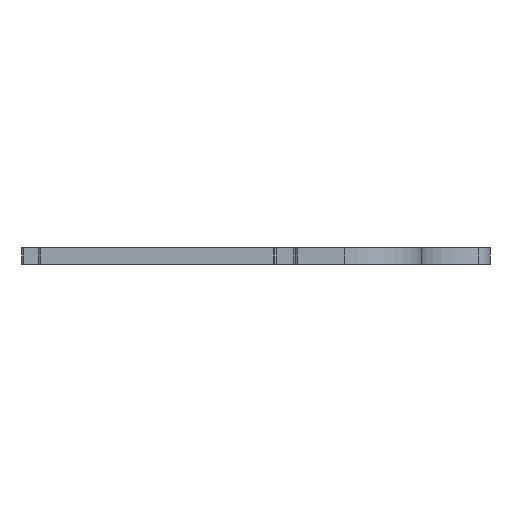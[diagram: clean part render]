
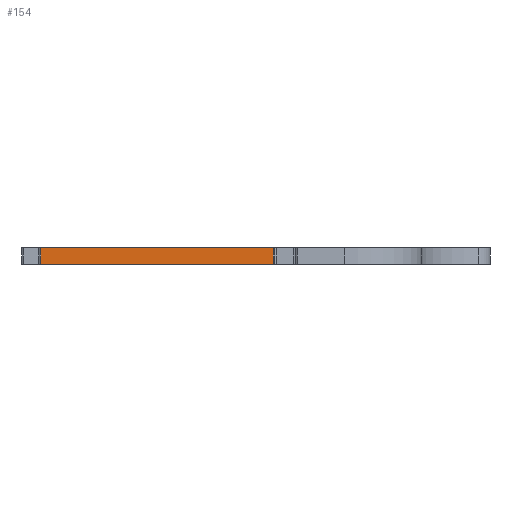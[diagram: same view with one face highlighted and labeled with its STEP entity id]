
A CAD part, left-side view. The second image highlights one B-rep face of the part: STEP entity #154.
In plain terms, the highlighted planar face has unit normal (-1, 0, 0).
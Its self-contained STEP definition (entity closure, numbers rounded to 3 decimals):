
#154=ADVANCED_FACE('',(#1019),#1021,.F.);
#1019=FACE_BOUND('',#1020,.T.);
#1020=EDGE_LOOP('',(#2473,#2474,#2475,#2476));
#1021=PLANE('',#1022);
#1022=AXIS2_PLACEMENT_3D('',#1023,#1024,#1025);
#1023=CARTESIAN_POINT('',(-82.5,-10.5,0.));
#1024=DIRECTION('',(1.,0.,0.));
#1025=DIRECTION('',(0.,1.,0.));
#2473=ORIENTED_EDGE('',*,*,#2934,.T.);
#2474=ORIENTED_EDGE('',*,*,#3329,.F.);
#2475=ORIENTED_EDGE('',*,*,#3071,.F.);
#2476=ORIENTED_EDGE('',*,*,#3330,.T.);
#2934=EDGE_CURVE('',#3583,#3581,#3584,.T.);
#3071=EDGE_CURVE('',#3852,#3854,#3855,.T.);
#3329=EDGE_CURVE('',#3854,#3581,#4281,.T.);
#3330=EDGE_CURVE('',#3852,#3583,#4282,.T.);
#3581=VERTEX_POINT('',#4716);
#3583=VERTEX_POINT('',#4721);
#3584=LINE('',#4722,#4723);
#3852=VERTEX_POINT('',#5341);
#3854=VERTEX_POINT('',#5346);
#3855=LINE('',#5347,#5348);
#4281=LINE('',#6363,#6364);
#4282=LINE('',#6366,#6367);
#4716=CARTESIAN_POINT('',(-82.5,44.6,4.));
#4721=CARTESIAN_POINT('',(-82.5,-10.1,4.));
#4722=CARTESIAN_POINT('',(-82.5,-10.1,4.));
#4723=VECTOR('',#4724,1.);
#4724=DIRECTION('',(0.,1.,0.));
#5341=CARTESIAN_POINT('',(-82.5,-10.1,0.));
#5346=CARTESIAN_POINT('',(-82.5,44.6,0.));
#5347=CARTESIAN_POINT('',(-82.5,-10.1,0.));
#5348=VECTOR('',#5349,1.);
#5349=DIRECTION('',(0.,1.,0.));
#6363=CARTESIAN_POINT('',(-82.5,44.6,0.));
#6364=VECTOR('',#6365,1.);
#6365=DIRECTION('',(0.,0.,1.));
#6366=CARTESIAN_POINT('',(-82.5,-10.1,0.));
#6367=VECTOR('',#6368,1.);
#6368=DIRECTION('',(0.,0.,1.));
